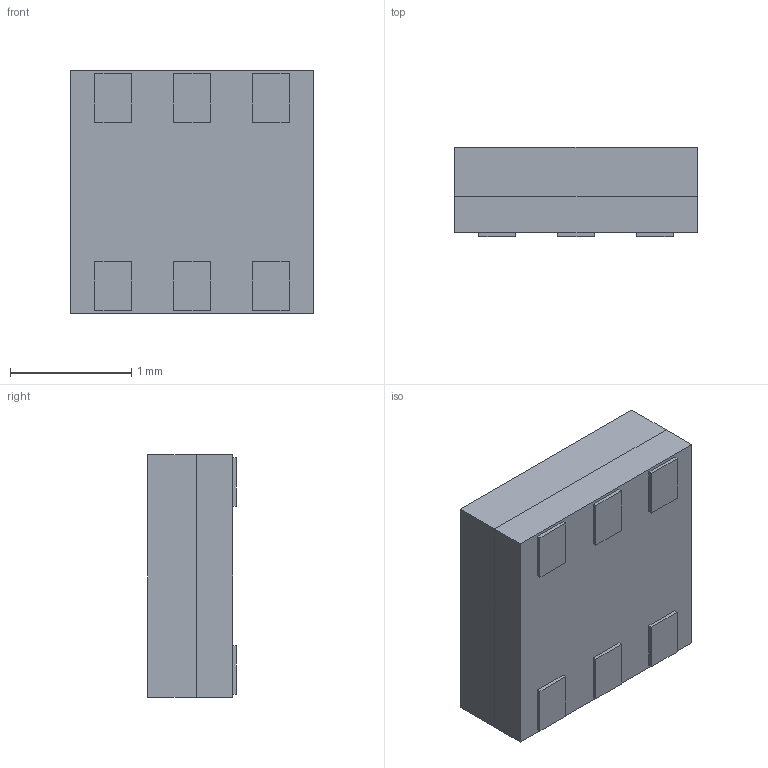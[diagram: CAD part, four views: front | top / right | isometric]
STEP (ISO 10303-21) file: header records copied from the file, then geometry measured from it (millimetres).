
FILE_DESCRIPTION(/* description */ (''),/* implementation_level */ '2;1');
FILE_NAME(/* name */ 'ltr390.stp',/* time_stamp */ '2021-09-16T19:33:41-04:00',/* author */ ('austi'),/* organization */ (''),/* preprocessor_version */ 'ST-DEVELOPER v18',/* originating_system */ 'Autodesk Inventor 2020',/* authorisation */ '');
FILE_SCHEMA (('AUTOMOTIVE_DESIGN { 1 0 10303 214 3 1 1 }'));
Products named in the file (3): ltr390; LTR390_lid; LTR390_without_lid
Assembly tree (2 placements, depth 2):
  ltr390
    LTR390_lid
    LTR390_without_lid
Bounding box: 2 x 0.73 x 2 mm (x, y, z)
Volume: 2.8 mm3; surface area: 23.9 mm2
Topology: 2 solids, 2 shells, 62 faces, 144 edges, 96 vertices
Faces by surface type: plane 62
Entity records: 1940 total; most frequent: CARTESIAN_POINT 307, ORIENTED_EDGE 288, DIRECTION 278, LINE 144, VECTOR 144, EDGE_CURVE 144, VERTEX_POINT 96, EDGE_LOOP 72
